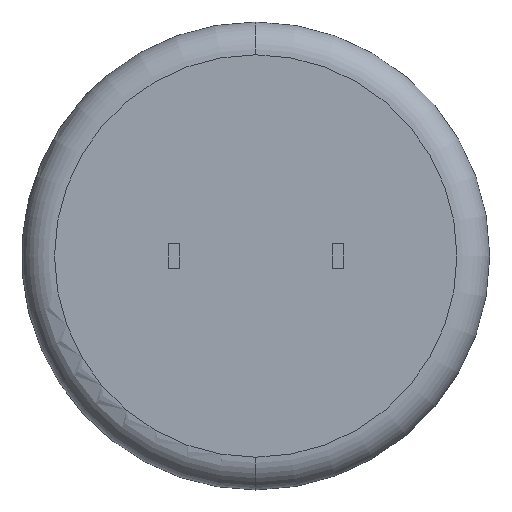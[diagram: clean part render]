
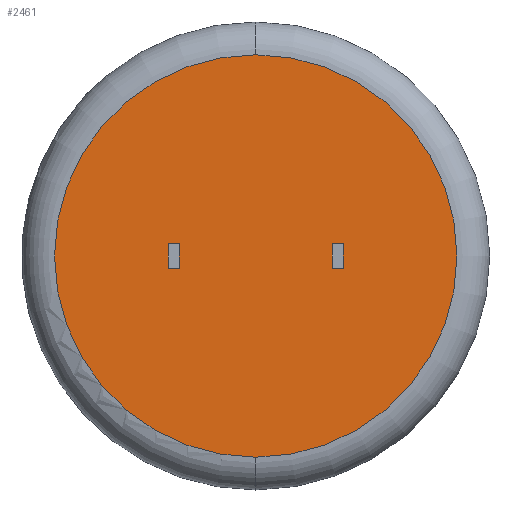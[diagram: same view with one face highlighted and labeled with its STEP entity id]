
A CAD part, front view. The second image highlights one B-rep face of the part: STEP entity #2461.
In plain terms, the highlighted planar face has unit normal (0, -1, 0).
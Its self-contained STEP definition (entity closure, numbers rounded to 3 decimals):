
#1 = VERTEX_POINT ( 'NONE', #107 ) ;
#14 = EDGE_CURVE ( 'NONE', #2001, #497, #2579, .T. ) ;
#18 = CARTESIAN_POINT ( 'NONE',  ( 0., 0., 12.468 ) ) ;
#20 = EDGE_CURVE ( 'NONE', #2355, #948, #145, .T. ) ;
#96 = CARTESIAN_POINT ( 'NONE',  ( 4.73, 0., 0.75 ) ) ;
#105 = AXIS2_PLACEMENT_3D ( 'NONE', #2153, #274, #1317 ) ;
#106 = ORIENTED_EDGE ( 'NONE', *, *, #1234, .T. ) ;
#107 = CARTESIAN_POINT ( 'NONE',  ( -5.43, 0., -0.75 ) ) ;
#140 = VERTEX_POINT ( 'NONE', #826 ) ;
#141 = DIRECTION ( 'NONE',  ( 0., 0., 1. ) ) ;
#145 = LINE ( 'NONE', #96, #2066 ) ;
#201 = CARTESIAN_POINT ( 'NONE',  ( 0., 0., 0. ) ) ;
#224 = CARTESIAN_POINT ( 'NONE',  ( -5.43, 0., 0. ) ) ;
#262 = EDGE_CURVE ( 'NONE', #902, #140, #1475, .T. ) ;
#274 = DIRECTION ( 'NONE',  ( 0., 1., 0. ) ) ;
#328 = CIRCLE ( 'NONE', #2367, 12.468 ) ;
#412 = CARTESIAN_POINT ( 'NONE',  ( 4.73, 0., -0.75 ) ) ;
#439 = EDGE_CURVE ( 'NONE', #948, #2182, #717, .T. ) ;
#445 = CARTESIAN_POINT ( 'NONE',  ( -4.73, 0., -0.75 ) ) ;
#497 = VERTEX_POINT ( 'NONE', #2184 ) ;
#555 = DIRECTION ( 'NONE',  ( 1., 0., 0. ) ) ;
#636 = CARTESIAN_POINT ( 'NONE',  ( 5.43, 0., -0.75 ) ) ;
#655 = CARTESIAN_POINT ( 'NONE',  ( 4.73, 0., 0.75 ) ) ;
#665 = CARTESIAN_POINT ( 'NONE',  ( 4.73, 0., -0.75 ) ) ;
#717 = LINE ( 'NONE', #412, #1170 ) ;
#737 = VERTEX_POINT ( 'NONE', #636 ) ;
#749 = CARTESIAN_POINT ( 'NONE',  ( -5.43, 0., 0.75 ) ) ;
#826 = CARTESIAN_POINT ( 'NONE',  ( 0., 0., -12.468 ) ) ;
#841 = DIRECTION ( 'NONE',  ( 0., 0., 1. ) ) ;
#880 = LINE ( 'NONE', #1359, #1603 ) ;
#893 = CARTESIAN_POINT ( 'NONE',  ( 4.73, 0., -0.75 ) ) ;
#902 = VERTEX_POINT ( 'NONE', #18 ) ;
#928 = DIRECTION ( 'NONE',  ( 1., 0., 0. ) ) ;
#948 = VERTEX_POINT ( 'NONE', #655 ) ;
#1003 = ORIENTED_EDGE ( 'NONE', *, *, #1057, .F. ) ;
#1057 = EDGE_CURVE ( 'NONE', #2182, #737, #1065, .T. ) ;
#1065 = LINE ( 'NONE', #893, #1791 ) ;
#1071 = VECTOR ( 'NONE', #2177, 1000. ) ;
#1122 = PLANE ( 'NONE',  #105 ) ;
#1170 = VECTOR ( 'NONE', #2312, 1000. ) ;
#1207 = CARTESIAN_POINT ( 'NONE',  ( 0., 0., 0. ) ) ;
#1231 = DIRECTION ( 'NONE',  ( 0., -1., 0. ) ) ;
#1234 = EDGE_CURVE ( 'NONE', #140, #902, #328, .T. ) ;
#1235 = CARTESIAN_POINT ( 'NONE',  ( -5.43, 0., -0.75 ) ) ;
#1251 = ORIENTED_EDGE ( 'NONE', *, *, #20, .F. ) ;
#1317 = DIRECTION ( 'NONE',  ( 0., 0., 1. ) ) ;
#1359 = CARTESIAN_POINT ( 'NONE',  ( 5.43, 0., 0. ) ) ;
#1427 = DIRECTION ( 'NONE',  ( -1., 0., 0. ) ) ;
#1437 = DIRECTION ( 'NONE',  ( 0., -1., 0. ) ) ;
#1475 = CIRCLE ( 'NONE', #2087, 12.468 ) ;
#1498 = ORIENTED_EDGE ( 'NONE', *, *, #2298, .T. ) ;
#1539 = ORIENTED_EDGE ( 'NONE', *, *, #14, .T. ) ;
#1548 = ORIENTED_EDGE ( 'NONE', *, *, #2567, .F. ) ;
#1571 = ORIENTED_EDGE ( 'NONE', *, *, #262, .T. ) ;
#1603 = VECTOR ( 'NONE', #2393, 1000. ) ;
#1632 = LINE ( 'NONE', #1982, #1071 ) ;
#1653 = DIRECTION ( 'NONE',  ( 1., 0., 0. ) ) ;
#1754 = VECTOR ( 'NONE', #2117, 1000. ) ;
#1775 = EDGE_CURVE ( 'NONE', #1, #2154, #2586, .T. ) ;
#1791 = VECTOR ( 'NONE', #928, 1000. ) ;
#1820 = VECTOR ( 'NONE', #555, 1000. ) ;
#1828 = LINE ( 'NONE', #224, #1754 ) ;
#1837 = CARTESIAN_POINT ( 'NONE',  ( -5.43, 0., 0.75 ) ) ;
#1870 = EDGE_LOOP ( 'NONE', ( #2325, #1539, #1498, #2471 ) ) ;
#1982 = CARTESIAN_POINT ( 'NONE',  ( -4.73, 0., 0.75 ) ) ;
#2001 = VERTEX_POINT ( 'NONE', #1837 ) ;
#2026 = FACE_BOUND ( 'NONE', #2352, .T. ) ;
#2066 = VECTOR ( 'NONE', #1427, 1000. ) ;
#2087 = AXIS2_PLACEMENT_3D ( 'NONE', #1207, #1437, #141 ) ;
#2117 = DIRECTION ( 'NONE',  ( 0., 0., 1. ) ) ;
#2153 = CARTESIAN_POINT ( 'NONE',  ( 0., 0., 0. ) ) ;
#2154 = VERTEX_POINT ( 'NONE', #445 ) ;
#2177 = DIRECTION ( 'NONE',  ( 0., 0., -1. ) ) ;
#2182 = VERTEX_POINT ( 'NONE', #665 ) ;
#2184 = CARTESIAN_POINT ( 'NONE',  ( -4.73, 0., 0.75 ) ) ;
#2201 = EDGE_CURVE ( 'NONE', #1, #2001, #1828, .T. ) ;
#2254 = CARTESIAN_POINT ( 'NONE',  ( 5.43, 0., 0.75 ) ) ;
#2298 = EDGE_CURVE ( 'NONE', #497, #2154, #1632, .T. ) ;
#2312 = DIRECTION ( 'NONE',  ( 0., 0., -1. ) ) ;
#2325 = ORIENTED_EDGE ( 'NONE', *, *, #2201, .T. ) ;
#2352 = EDGE_LOOP ( 'NONE', ( #2758, #1251, #1548, #1003 ) ) ;
#2355 = VERTEX_POINT ( 'NONE', #2254 ) ;
#2367 = AXIS2_PLACEMENT_3D ( 'NONE', #201, #1231, #841 ) ;
#2393 = DIRECTION ( 'NONE',  ( 0., 0., 1. ) ) ;
#2424 = EDGE_LOOP ( 'NONE', ( #1571, #106 ) ) ;
#2461 = ADVANCED_FACE ( 'NONE', ( #2625, #2559, #2026 ), #1122, .F. ) ;
#2471 = ORIENTED_EDGE ( 'NONE', *, *, #1775, .F. ) ;
#2559 = FACE_BOUND ( 'NONE', #1870, .T. ) ;
#2567 = EDGE_CURVE ( 'NONE', #737, #2355, #880, .T. ) ;
#2579 = LINE ( 'NONE', #749, #1820 ) ;
#2586 = LINE ( 'NONE', #1235, #2763 ) ;
#2625 = FACE_OUTER_BOUND ( 'NONE', #2424, .T. ) ;
#2758 = ORIENTED_EDGE ( 'NONE', *, *, #439, .F. ) ;
#2763 = VECTOR ( 'NONE', #1653, 1000. ) ;
